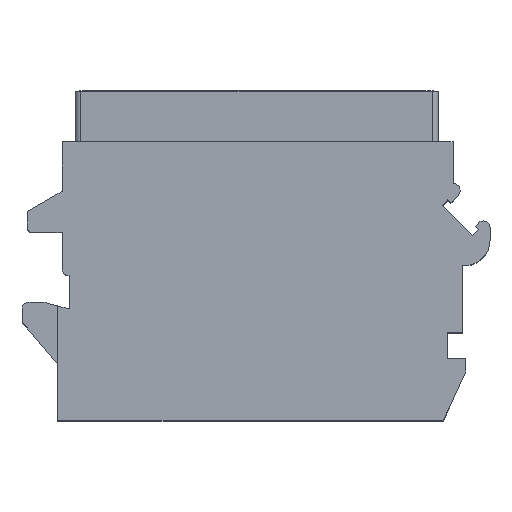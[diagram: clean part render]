
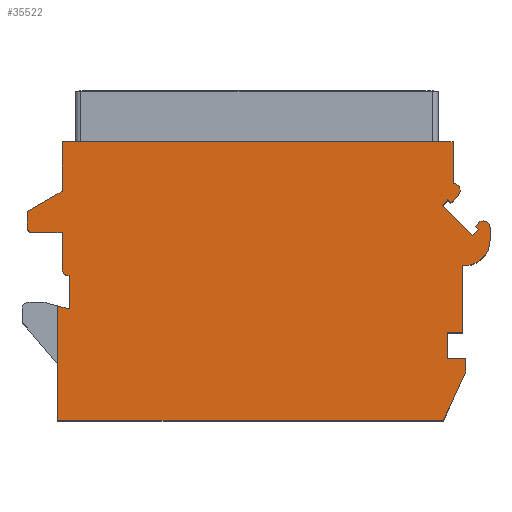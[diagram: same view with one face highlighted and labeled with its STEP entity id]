
A CAD part, top view. The second image highlights one B-rep face of the part: STEP entity #35522.
In plain terms, the highlighted planar face has unit normal (0, 0, 1).
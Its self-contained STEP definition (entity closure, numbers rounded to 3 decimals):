
#1867=DIRECTION('',(-1.,0.,0.));
#1868=VECTOR('',#1867,1.1);
#1869=CARTESIAN_POINT('',(14.772,6.3,7.));
#1870=LINE('',#1869,#1868);
#1871=DIRECTION('',(0.,-1.,0.));
#1872=VECTOR('',#1871,1.8);
#1873=CARTESIAN_POINT('',(13.672,6.3,7.));
#1874=LINE('',#1873,#1872);
#1875=DIRECTION('',(1.,0.,0.));
#1876=VECTOR('',#1875,1.3);
#1877=CARTESIAN_POINT('',(13.672,4.5,7.));
#1878=LINE('',#1877,#1876);
#1879=DIRECTION('',(0.,1.,0.));
#1880=VECTOR('',#1879,1.);
#1881=CARTESIAN_POINT('',(14.972,3.5,7.));
#1882=LINE('',#1881,#1880);
#1883=DIRECTION('',(0.416,0.909,0.));
#1884=VECTOR('',#1883,3.848);
#1885=CARTESIAN_POINT('',(13.372,0.,7.));
#1886=LINE('',#1885,#1884);
#1887=DIRECTION('',(1.,0.,0.));
#1888=VECTOR('',#1887,27.6);
#1889=CARTESIAN_POINT('',(-14.228,0.,7.));
#1890=LINE('',#1889,#1888);
#1891=DIRECTION('',(0.,-1.,0.));
#1892=VECTOR('',#1891,8.232);
#1893=CARTESIAN_POINT('',(-14.228,8.232,7.));
#1894=LINE('',#1893,#1892);
#1895=DIRECTION('',(-0.966,0.259,0.));
#1896=VECTOR('',#1895,0.828);
#1897=CARTESIAN_POINT('',(-13.428,8.018,7.));
#1898=LINE('',#1897,#1896);
#1899=DIRECTION('',(0.,-1.,0.));
#1900=VECTOR('',#1899,2.382);
#1901=CARTESIAN_POINT('',(-13.428,10.4,7.));
#1902=LINE('',#1901,#1900);
#1903=CARTESIAN_POINT('',(-13.428,10.9,7.));
#1904=DIRECTION('',(0.,0.,1.));
#1905=DIRECTION('',(-1.,0.,0.));
#1906=AXIS2_PLACEMENT_3D('',#1903,#1904,#1905);
#1908=DIRECTION('',(0.,-1.,0.));
#1909=VECTOR('',#1908,2.6);
#1910=CARTESIAN_POINT('',(-13.928,13.5,7.));
#1911=LINE('',#1910,#1909);
#1912=DIRECTION('',(1.,0.,0.));
#1913=VECTOR('',#1912,2.2);
#1914=CARTESIAN_POINT('',(-16.128,13.5,7.));
#1915=LINE('',#1914,#1913);
#1916=CARTESIAN_POINT('',(-16.128,13.8,7.));
#1917=DIRECTION('',(0.,0.,1.));
#1918=DIRECTION('',(-1.,0.,0.));
#1919=AXIS2_PLACEMENT_3D('',#1916,#1917,#1918);
#1921=DIRECTION('',(0.,-1.,0.));
#1922=VECTOR('',#1921,1.2);
#1923=CARTESIAN_POINT('',(-16.428,15.,7.));
#1924=LINE('',#1923,#1922);
#1925=DIRECTION('',(-0.866,-0.5,0.));
#1926=VECTOR('',#1925,2.887);
#1927=CARTESIAN_POINT('',(-13.928,16.443,7.));
#1928=LINE('',#1927,#1926);
#1929=DIRECTION('',(0.,-1.,0.));
#1930=VECTOR('',#1929,3.557);
#1931=CARTESIAN_POINT('',(-13.928,20.,7.));
#1932=LINE('',#1931,#1930);
#1933=DIRECTION('',(-1.,0.,0.));
#1934=VECTOR('',#1933,28.);
#1935=CARTESIAN_POINT('',(14.072,20.,7.));
#1936=LINE('',#1935,#1934);
#1937=DIRECTION('',(0.,1.,0.));
#1938=VECTOR('',#1937,3.);
#1939=CARTESIAN_POINT('',(14.072,17.,7.));
#1940=LINE('',#1939,#1938);
#1941=DIRECTION('',(-1.,0.,0.));
#1942=VECTOR('',#1941,0.01);
#1943=CARTESIAN_POINT('',(14.082,17.,7.));
#1944=LINE('',#1943,#1942);
#1945=CARTESIAN_POINT('',(14.082,16.5,7.));
#1946=DIRECTION('',(0.,0.,1.));
#1947=DIRECTION('',(0.718,-0.696,0.));
#1948=AXIS2_PLACEMENT_3D('',#1945,#1946,#1947);
#1950=DIRECTION('',(0.696,0.718,0.));
#1951=VECTOR('',#1950,0.738);
#1952=CARTESIAN_POINT('',(13.928,15.622,7.));
#1953=LINE('',#1952,#1951);
#1954=DIRECTION('',(0.718,-0.696,0.));
#1955=VECTOR('',#1954,0.3);
#1956=CARTESIAN_POINT('',(13.713,15.831,7.));
#1957=LINE('',#1956,#1955);
#1958=DIRECTION('',(0.696,0.718,0.));
#1959=VECTOR('',#1958,0.6);
#1960=CARTESIAN_POINT('',(13.295,15.4,7.));
#1961=LINE('',#1960,#1959);
#1962=DIRECTION('',(-0.718,0.696,0.));
#1963=VECTOR('',#1962,3.);
#1964=CARTESIAN_POINT('',(15.45,13.313,7.));
#1965=LINE('',#1964,#1963);
#1966=DIRECTION('',(-0.696,-0.718,0.));
#1967=VECTOR('',#1966,0.6);
#1968=CARTESIAN_POINT('',(15.868,13.744,7.));
#1969=LINE('',#1968,#1967);
#1970=DIRECTION('',(0.718,-0.696,0.));
#1971=VECTOR('',#1970,0.3);
#1972=CARTESIAN_POINT('',(15.652,13.953,7.));
#1973=LINE('',#1972,#1971);
#1974=DIRECTION('',(-0.696,-0.718,0.));
#1975=VECTOR('',#1974,0.303);
#1976=CARTESIAN_POINT('',(15.863,14.17,7.));
#1977=LINE('',#1976,#1975);
#1978=CARTESIAN_POINT('',(16.222,13.822,7.));
#1979=DIRECTION('',(0.,0.,1.));
#1980=DIRECTION('',(1.,0.,0.));
#1981=AXIS2_PLACEMENT_3D('',#1978,#1979,#1980);
#1983=DIRECTION('',(0.,1.,0.));
#1984=VECTOR('',#1983,0.893);
#1985=CARTESIAN_POINT('',(16.722,12.93,7.));
#1986=LINE('',#1985,#1984);
#1987=CARTESIAN_POINT('',(14.922,12.93,7.));
#1988=DIRECTION('',(0.,0.,1.));
#1989=DIRECTION('',(-0.083,-0.997,0.));
#1990=AXIS2_PLACEMENT_3D('',#1987,#1988,#1989);
#1992=DIRECTION('',(0.,1.,0.));
#1993=VECTOR('',#1992,4.836);
#1994=CARTESIAN_POINT('',(14.772,6.3,7.));
#1995=LINE('',#1994,#1993);
#28274=CARTESIAN_POINT('',(-13.928,20.,7.));
#28275=CARTESIAN_POINT('',(-13.928,16.443,7.));
#28276=VERTEX_POINT('',#28274);
#28277=VERTEX_POINT('',#28275);
#28278=CARTESIAN_POINT('',(-16.428,15.,7.));
#28279=VERTEX_POINT('',#28278);
#28280=CARTESIAN_POINT('',(-16.428,13.8,7.));
#28281=VERTEX_POINT('',#28280);
#28282=CARTESIAN_POINT('',(-16.128,13.5,7.));
#28283=VERTEX_POINT('',#28282);
#28284=CARTESIAN_POINT('',(-13.928,13.5,7.));
#28285=VERTEX_POINT('',#28284);
#28286=CARTESIAN_POINT('',(-13.928,10.9,7.));
#28287=VERTEX_POINT('',#28286);
#28288=CARTESIAN_POINT('',(-13.428,10.4,7.));
#28289=VERTEX_POINT('',#28288);
#28290=CARTESIAN_POINT('',(-13.428,8.018,7.));
#28291=VERTEX_POINT('',#28290);
#28292=CARTESIAN_POINT('',(-14.228,8.232,7.));
#28293=VERTEX_POINT('',#28292);
#28294=CARTESIAN_POINT('',(-14.228,0.,7.));
#28295=VERTEX_POINT('',#28294);
#28296=CARTESIAN_POINT('',(13.372,0.,7.));
#28297=VERTEX_POINT('',#28296);
#28298=CARTESIAN_POINT('',(14.972,3.5,7.));
#28299=VERTEX_POINT('',#28298);
#28300=CARTESIAN_POINT('',(14.772,11.136,7.));
#28301=CARTESIAN_POINT('',(16.722,12.93,7.));
#28302=VERTEX_POINT('',#28300);
#28303=VERTEX_POINT('',#28301);
#28304=CARTESIAN_POINT('',(16.722,13.822,7.));
#28305=VERTEX_POINT('',#28304);
#28306=CARTESIAN_POINT('',(15.863,14.17,7.));
#28307=VERTEX_POINT('',#28306);
#28308=CARTESIAN_POINT('',(15.652,13.953,7.));
#28309=VERTEX_POINT('',#28308);
#28310=CARTESIAN_POINT('',(15.868,13.744,7.));
#28311=VERTEX_POINT('',#28310);
#28312=CARTESIAN_POINT('',(15.45,13.313,7.));
#28313=VERTEX_POINT('',#28312);
#28314=CARTESIAN_POINT('',(13.295,15.4,7.));
#28315=VERTEX_POINT('',#28314);
#28316=CARTESIAN_POINT('',(13.713,15.831,7.));
#28317=VERTEX_POINT('',#28316);
#28318=CARTESIAN_POINT('',(13.928,15.622,7.));
#28319=VERTEX_POINT('',#28318);
#28320=CARTESIAN_POINT('',(14.442,16.152,7.));
#28321=VERTEX_POINT('',#28320);
#28322=CARTESIAN_POINT('',(14.082,17.,7.));
#28323=VERTEX_POINT('',#28322);
#28324=CARTESIAN_POINT('',(14.072,17.,7.));
#28325=VERTEX_POINT('',#28324);
#28326=CARTESIAN_POINT('',(14.072,20.,7.));
#28327=VERTEX_POINT('',#28326);
#28360=CARTESIAN_POINT('',(14.772,6.3,7.));
#28361=CARTESIAN_POINT('',(13.672,6.3,7.));
#28362=VERTEX_POINT('',#28360);
#28363=VERTEX_POINT('',#28361);
#28364=CARTESIAN_POINT('',(13.672,4.5,7.));
#28365=VERTEX_POINT('',#28364);
#28366=CARTESIAN_POINT('',(14.972,4.5,7.));
#28367=VERTEX_POINT('',#28366);
#35470=CARTESIAN_POINT('',(0.,0.,7.));
#35471=DIRECTION('',(0.,0.,1.));
#35472=DIRECTION('',(1.,0.,0.));
#35473=AXIS2_PLACEMENT_3D('',#35470,#35471,#35472);
#35474=PLANE('',#35473);
#35475=ORIENTED_EDGE('',*,*,#35152,.T.);
#35476=ORIENTED_EDGE('',*,*,#35167,.T.);
#35477=ORIENTED_EDGE('',*,*,#35181,.T.);
#35478=ORIENTED_EDGE('',*,*,#35196,.F.);
#35479=ORIENTED_EDGE('',*,*,#35209,.F.);
#35480=ORIENTED_EDGE('',*,*,#35223,.F.);
#35481=ORIENTED_EDGE('',*,*,#35242,.F.);
#35482=ORIENTED_EDGE('',*,*,#35285,.F.);
#35483=ORIENTED_EDGE('',*,*,#35367,.F.);
#35484=ORIENTED_EDGE('',*,*,#35381,.F.);
#35485=ORIENTED_EDGE('',*,*,#35395,.F.);
#35486=ORIENTED_EDGE('',*,*,#35409,.F.);
#35487=ORIENTED_EDGE('',*,*,#35423,.F.);
#35488=ORIENTED_EDGE('',*,*,#35437,.F.);
#35489=ORIENTED_EDGE('',*,*,#35451,.F.);
#35490=ORIENTED_EDGE('',*,*,#35464,.F.);
#35491=ORIENTED_EDGE('',*,*,#35051,.F.);
#35493=ORIENTED_EDGE('',*,*,#35492,.F.);
#35495=ORIENTED_EDGE('',*,*,#35494,.F.);
#35497=ORIENTED_EDGE('',*,*,#35496,.F.);
#35499=ORIENTED_EDGE('',*,*,#35498,.F.);
#35501=ORIENTED_EDGE('',*,*,#35500,.F.);
#35503=ORIENTED_EDGE('',*,*,#35502,.F.);
#35505=ORIENTED_EDGE('',*,*,#35504,.F.);
#35507=ORIENTED_EDGE('',*,*,#35506,.F.);
#35509=ORIENTED_EDGE('',*,*,#35508,.F.);
#35511=ORIENTED_EDGE('',*,*,#35510,.F.);
#35513=ORIENTED_EDGE('',*,*,#35512,.F.);
#35515=ORIENTED_EDGE('',*,*,#35514,.F.);
#35517=ORIENTED_EDGE('',*,*,#35516,.F.);
#35519=ORIENTED_EDGE('',*,*,#35518,.F.);
#35520=EDGE_LOOP('',(#35475,#35476,#35477,#35478,#35479,#35480,#35481,#35482,
#35483,#35484,#35485,#35486,#35487,#35488,#35489,#35490,#35491,#35493,#35495,
#35497,#35499,#35501,#35503,#35505,#35507,#35509,#35511,#35513,#35515,#35517,
#35519));
#35521=FACE_OUTER_BOUND('',#35520,.F.);
#35522=ADVANCED_FACE('',(#35521),#35474,.T.);
#1907=CIRCLE('',#1906,0.5);
#1920=CIRCLE('',#1919,0.3);
#1949=CIRCLE('',#1948,0.5);
#1982=CIRCLE('',#1981,0.5);
#1991=CIRCLE('',#1990,1.8);
#35051=EDGE_CURVE('',#28327,#28276,#1936,.T.);
#35152=EDGE_CURVE('',#28362,#28363,#1870,.T.);
#35167=EDGE_CURVE('',#28363,#28365,#1874,.T.);
#35181=EDGE_CURVE('',#28365,#28367,#1878,.T.);
#35196=EDGE_CURVE('',#28299,#28367,#1882,.T.);
#35209=EDGE_CURVE('',#28297,#28299,#1886,.T.);
#35223=EDGE_CURVE('',#28295,#28297,#1890,.T.);
#35242=EDGE_CURVE('',#28293,#28295,#1894,.T.);
#35285=EDGE_CURVE('',#28291,#28293,#1898,.T.);
#35367=EDGE_CURVE('',#28289,#28291,#1902,.T.);
#35381=EDGE_CURVE('',#28287,#28289,#1907,.T.);
#35395=EDGE_CURVE('',#28285,#28287,#1911,.T.);
#35409=EDGE_CURVE('',#28283,#28285,#1915,.T.);
#35423=EDGE_CURVE('',#28281,#28283,#1920,.T.);
#35437=EDGE_CURVE('',#28279,#28281,#1924,.T.);
#35451=EDGE_CURVE('',#28277,#28279,#1928,.T.);
#35464=EDGE_CURVE('',#28276,#28277,#1932,.T.);
#35492=EDGE_CURVE('',#28325,#28327,#1940,.T.);
#35494=EDGE_CURVE('',#28323,#28325,#1944,.T.);
#35496=EDGE_CURVE('',#28321,#28323,#1949,.T.);
#35498=EDGE_CURVE('',#28319,#28321,#1953,.T.);
#35500=EDGE_CURVE('',#28317,#28319,#1957,.T.);
#35502=EDGE_CURVE('',#28315,#28317,#1961,.T.);
#35504=EDGE_CURVE('',#28313,#28315,#1965,.T.);
#35506=EDGE_CURVE('',#28311,#28313,#1969,.T.);
#35508=EDGE_CURVE('',#28309,#28311,#1973,.T.);
#35510=EDGE_CURVE('',#28307,#28309,#1977,.T.);
#35512=EDGE_CURVE('',#28305,#28307,#1982,.T.);
#35514=EDGE_CURVE('',#28303,#28305,#1986,.T.);
#35516=EDGE_CURVE('',#28302,#28303,#1991,.T.);
#35518=EDGE_CURVE('',#28362,#28302,#1995,.T.);
